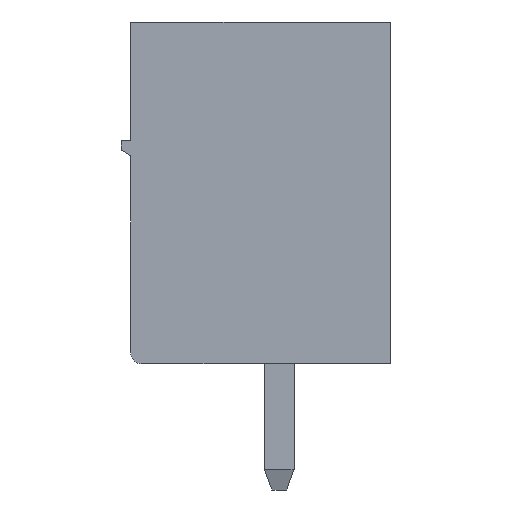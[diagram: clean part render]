
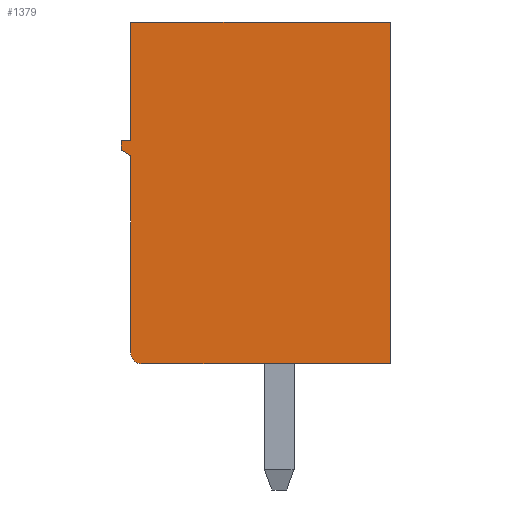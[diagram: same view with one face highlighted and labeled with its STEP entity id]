
A CAD part, left-side view. The second image highlights one B-rep face of the part: STEP entity #1379.
In plain terms, the highlighted planar face has unit normal (-1, 0, 0).
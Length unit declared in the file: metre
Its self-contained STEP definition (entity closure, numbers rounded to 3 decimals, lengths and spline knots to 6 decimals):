
#1379=ADVANCED_FACE('',(#3314),#3315,.T.);
#3314=FACE_OUTER_BOUND('',#5808,.T.);
#3315=PLANE('',#5809);
#5808=EDGE_LOOP('',(#10175,#10176,#10177,#10178,#10179,#10180,#10181,#10182,#10183));
#5809=AXIS2_PLACEMENT_3D('',#10184,#10185,#10186);
#10175=ORIENTED_EDGE('',*,*,#14828,.F.);
#10176=ORIENTED_EDGE('',*,*,#14832,.F.);
#10177=ORIENTED_EDGE('',*,*,#14836,.F.);
#10178=ORIENTED_EDGE('',*,*,#14840,.F.);
#10179=ORIENTED_EDGE('',*,*,#14844,.T.);
#10180=ORIENTED_EDGE('',*,*,#15208,.T.);
#10181=ORIENTED_EDGE('',*,*,#15098,.T.);
#10182=ORIENTED_EDGE('',*,*,#14862,.T.);
#10183=ORIENTED_EDGE('',*,*,#14824,.F.);
#10184=CARTESIAN_POINT('',(-1.087027,0.01036,-0.008267));
#10185=DIRECTION('',(-1.0,0.,0.0));
#10186=DIRECTION('',(0.,-1.0,0.0));
#14824=EDGE_CURVE('',#17704,#17700,#17706,.T.);
#14828=EDGE_CURVE('',#17710,#17704,#17712,.T.);
#14832=EDGE_CURVE('',#17716,#17710,#17718,.T.);
#14836=EDGE_CURVE('',#17722,#17716,#17724,.T.);
#14840=EDGE_CURVE('',#17728,#17722,#17730,.T.);
#14844=EDGE_CURVE('',#17728,#17734,#17736,.T.);
#14862=EDGE_CURVE('',#17767,#17700,#17770,.T.);
#15098=EDGE_CURVE('',#18240,#17767,#18241,.T.);
#15208=EDGE_CURVE('',#17734,#18240,#18434,.T.);
#17700=VERTEX_POINT('',#21894);
#17704=VERTEX_POINT('',#21900);
#17706=LINE('',#21903,#21904);
#17710=VERTEX_POINT('',#21909);
#17712=LINE('',#21912,#21913);
#17716=VERTEX_POINT('',#21918);
#17718=LINE('',#21921,#21922);
#17722=VERTEX_POINT('',#21927);
#17724=LINE('',#21930,#21931);
#17728=VERTEX_POINT('',#21936);
#17730=LINE('',#21939,#21940);
#17734=VERTEX_POINT('',#21944);
#17736=CIRCLE('',#21947,0.0003);
#17767=VERTEX_POINT('',#21991);
#17770=LINE('',#21996,#21997);
#18240=VERTEX_POINT('',#22682);
#18241=LINE('',#22683,#22684);
#18434=LINE('',#22981,#22982);
#21894=CARTESIAN_POINT('',(-1.087027,0.01086,0.000933));
#21900=CARTESIAN_POINT('',(-1.087027,0.01086,-0.002267));
#21903=CARTESIAN_POINT('',(-1.087027,0.01086,-0.008267));
#21904=VECTOR('',#28069,1.0);
#21909=CARTESIAN_POINT('',(-1.087027,0.01111,-0.002267));
#21912=CARTESIAN_POINT('',(-1.087027,0.01036,-0.002267));
#21913=VECTOR('',#28072,1.0);
#21918=CARTESIAN_POINT('',(-1.087027,0.01111,-0.002517));
#21921=CARTESIAN_POINT('',(-1.087027,0.01111,-0.008267));
#21922=VECTOR('',#28075,1.0);
#21927=CARTESIAN_POINT('',(-1.087027,0.01086,-0.002667));
#21930=CARTESIAN_POINT('',(-1.087027,0.008021,-0.00437));
#21931=VECTOR('',#28078,1.0);
#21936=CARTESIAN_POINT('',(-1.087027,0.01086,-0.007967));
#21939=CARTESIAN_POINT('',(-1.087027,0.01086,-0.008267));
#21940=VECTOR('',#28081,1.0);
#21944=CARTESIAN_POINT('',(-1.087027,0.01056,-0.008267));
#21947=AXIS2_PLACEMENT_3D('',#28086,#28087,#28088);
#21991=CARTESIAN_POINT('',(-1.087027,0.00386,0.000933));
#21996=CARTESIAN_POINT('',(-1.087027,0.01036,0.000933));
#21997=VECTOR('',#28107,1.0);
#22682=CARTESIAN_POINT('',(-1.087027,0.00386,-0.008267));
#22683=CARTESIAN_POINT('',(-1.087027,0.00386,-0.008267));
#22684=VECTOR('',#28380,1.0);
#22981=CARTESIAN_POINT('',(-1.087027,0.01036,-0.008267));
#22982=VECTOR('',#28497,1.0);
#28069=DIRECTION('',(0.,0.,1.0));
#28072=DIRECTION('',(0.,-1.0,0.));
#28075=DIRECTION('',(0.,0.,1.0));
#28078=DIRECTION('',(0.,0.857,0.514));
#28081=DIRECTION('',(0.,0.,1.0));
#28086=CARTESIAN_POINT('',(-1.087027,0.01056,-0.007967));
#28087=DIRECTION('',(-1.0,0.,0.0));
#28088=DIRECTION('',(0.,-1.0,0.0));
#28107=DIRECTION('',(0.,1.0,-0.0));
#28380=DIRECTION('',(0.0,0.0,1.0));
#28497=DIRECTION('',(0.,-1.0,0.0));
